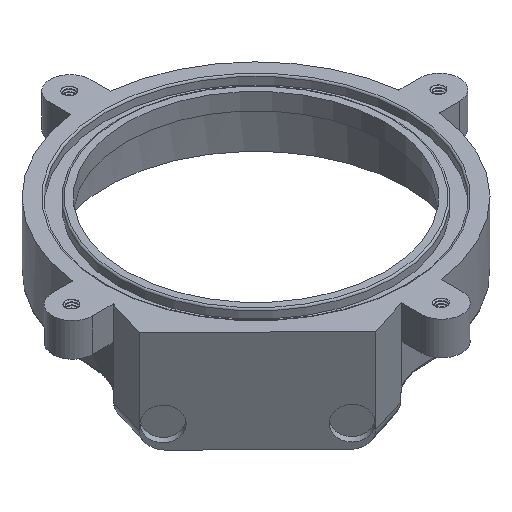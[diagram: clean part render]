
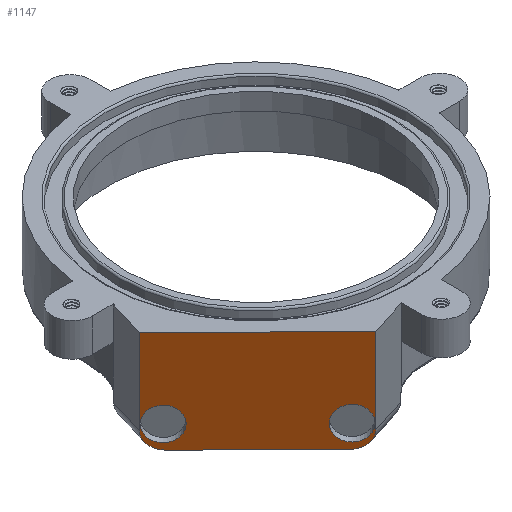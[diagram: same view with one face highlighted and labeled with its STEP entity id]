
A CAD part, isometric view. The second image highlights one B-rep face of the part: STEP entity #1147.
In plain terms, the highlighted planar face has unit normal (-0.702, -0.712, 0).
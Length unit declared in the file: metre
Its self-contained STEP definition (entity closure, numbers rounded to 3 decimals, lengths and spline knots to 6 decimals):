
#51=ELLIPSE('',#1266,0.005643,0.005);
#52=ELLIPSE('',#1267,0.005643,0.005);
#82=LINE('',#1658,#140);
#127=LINE('',#1921,#185);
#132=LINE('',#1931,#190);
#135=LINE('',#1951,#193);
#140=VECTOR('',#1323,1.);
#185=VECTOR('',#1472,1.);
#190=VECTOR('',#1479,1.);
#193=VECTOR('',#1488,1.);
#228=CIRCLE('',#1264,0.004875);
#229=CIRCLE('',#1265,0.004875);
#418=ORIENTED_EDGE('',*,*,#703,.F.);
#419=ORIENTED_EDGE('',*,*,#704,.F.);
#420=ORIENTED_EDGE('',*,*,#705,.T.);
#421=ORIENTED_EDGE('',*,*,#706,.T.);
#422=ORIENTED_EDGE('',*,*,#693,.T.);
#423=ORIENTED_EDGE('',*,*,#707,.T.);
#424=ORIENTED_EDGE('',*,*,#698,.F.);
#425=ORIENTED_EDGE('',*,*,#601,.F.);
#601=EDGE_CURVE('',#771,#772,#82,.T.);
#693=EDGE_CURVE('',#843,#844,#127,.T.);
#698=EDGE_CURVE('',#772,#847,#132,.T.);
#703=EDGE_CURVE('',#851,#851,#228,.T.);
#704=EDGE_CURVE('',#852,#852,#229,.T.);
#705=EDGE_CURVE('',#771,#853,#135,.T.);
#706=EDGE_CURVE('',#853,#843,#51,.F.);
#707=EDGE_CURVE('',#844,#847,#52,.F.);
#771=VERTEX_POINT('',#1657);
#772=VERTEX_POINT('',#1659);
#843=VERTEX_POINT('',#1922);
#844=VERTEX_POINT('',#1923);
#847=VERTEX_POINT('',#1932);
#851=VERTEX_POINT('',#1948);
#852=VERTEX_POINT('',#1950);
#853=VERTEX_POINT('',#1952);
#949=EDGE_LOOP('',(#418));
#950=EDGE_LOOP('',(#419));
#951=EDGE_LOOP('',(#420,#421,#422,#423,#424,#425));
#1042=FACE_BOUND('',#949,.T.);
#1043=FACE_BOUND('',#950,.T.);
#1044=FACE_BOUND('',#951,.T.);
#1115=PLANE('',#1263);
#1147=ADVANCED_FACE('',(#1042,#1043,#1044),#1115,.F.);
#1263=AXIS2_PLACEMENT_3D('',#1946,#1482,#1483);
#1264=AXIS2_PLACEMENT_3D('',#1947,#1484,#1485);
#1265=AXIS2_PLACEMENT_3D('',#1949,#1486,#1487);
#1266=AXIS2_PLACEMENT_3D('',#1953,#1489,#1490);
#1267=AXIS2_PLACEMENT_3D('',#1954,#1491,#1492);
#1323=DIRECTION('',(0.712,-0.702,0.));
#1472=DIRECTION('',(0.712,-0.702,0.));
#1479=DIRECTION('',(0.,0.,-1.));
#1482=DIRECTION('',(0.702,0.712,0.));
#1483=DIRECTION('',(-0.712,0.702,0.));
#1484=DIRECTION('',(-0.702,-0.712,0.));
#1485=DIRECTION('',(0.712,-0.702,0.));
#1486=DIRECTION('',(-0.702,-0.712,0.));
#1487=DIRECTION('',(0.712,-0.702,0.));
#1488=DIRECTION('',(0.,0.,-1.));
#1489=DIRECTION('',(0.702,0.712,0.));
#1490=DIRECTION('',(0.712,-0.702,0.));
#1491=DIRECTION('',(0.702,0.712,0.));
#1492=DIRECTION('',(0.712,-0.702,0.));
#1657=CARTESIAN_POINT('',(-0.052557,-0.017693,0.005));
#1658=CARTESIAN_POINT('',(-0.025855,-0.044023,0.005));
#1659=CARTESIAN_POINT('',(-0.016954,-0.0528,0.005));
#1921=CARTESIAN_POINT('',(-0.025855,-0.044023,-0.0255));
#1922=CARTESIAN_POINT('',(-0.048538,-0.021655,-0.0255));
#1923=CARTESIAN_POINT('',(-0.020972,-0.048838,-0.0255));
#1931=CARTESIAN_POINT('',(-0.016954,-0.0528,0.005002));
#1932=CARTESIAN_POINT('',(-0.016954,-0.0528,-0.0205));
#1946=CARTESIAN_POINT('',(-0.025855,-0.044023,0.005002));
#1947=CARTESIAN_POINT('',(-0.048996,-0.021204,-0.018716));
#1948=CARTESIAN_POINT('',(-0.045525,-0.024627,-0.018716));
#1949=CARTESIAN_POINT('',(-0.020514,-0.049289,-0.018716));
#1950=CARTESIAN_POINT('',(-0.017043,-0.052712,-0.018716));
#1951=CARTESIAN_POINT('',(-0.052557,-0.017693,0.005002));
#1952=CARTESIAN_POINT('',(-0.052557,-0.017693,-0.0205));
#1953=CARTESIAN_POINT('',(-0.048538,-0.021655,-0.0205));
#1954=CARTESIAN_POINT('',(-0.020972,-0.048838,-0.0205));
